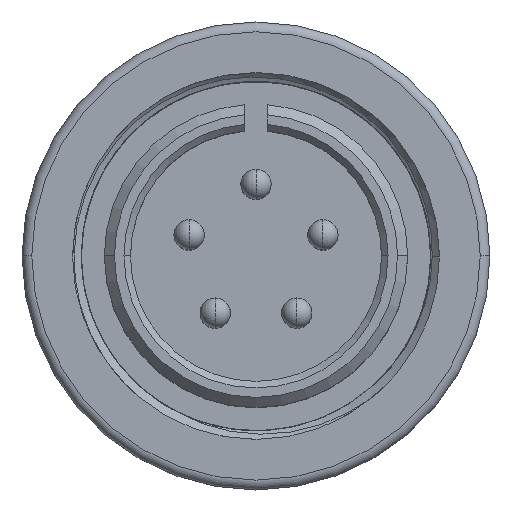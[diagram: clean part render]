
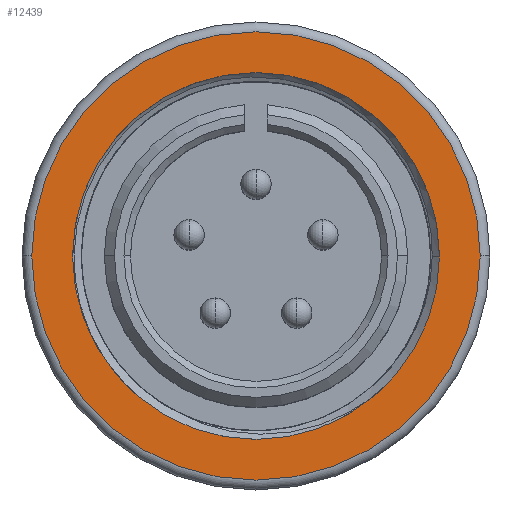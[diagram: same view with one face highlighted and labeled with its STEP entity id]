
A CAD part, top view. The second image highlights one B-rep face of the part: STEP entity #12439.
In plain terms, the highlighted planar face has unit normal (0, 0, 1).
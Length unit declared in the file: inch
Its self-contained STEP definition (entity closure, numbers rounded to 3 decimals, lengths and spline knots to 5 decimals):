
#354 = EDGE_CURVE ( 'NONE', #20424, #5203, #16972, .T. ) ;
#657 = DIRECTION ( 'NONE',  ( 0., 0., 1. ) ) ;
#1267 = DIRECTION ( 'NONE',  ( 0., 0., 1. ) ) ;
#1796 = CIRCLE ( 'NONE', #14470, 0.6875 ) ;
#1829 = CARTESIAN_POINT ( 'NONE',  ( 0.6875, 0., -0.13 ) ) ;
#2419 = DIRECTION ( 'NONE',  ( 0., 0., 1. ) ) ;
#2548 = VERTEX_POINT ( 'NONE', #15194 ) ;
#2785 = AXIS2_PLACEMENT_3D ( 'NONE', #4431, #1267, #4655 ) ;
#3661 = CIRCLE ( 'NONE', #15956, 0.6875 ) ;
#4431 = CARTESIAN_POINT ( 'NONE',  ( 0., 0., -0.13 ) ) ;
#4655 = DIRECTION ( 'NONE',  ( 1., 0., 0. ) ) ;
#5203 = VERTEX_POINT ( 'NONE', #17459 ) ;
#5344 = EDGE_LOOP ( 'NONE', ( #13191, #18745 ) ) ;
#5806 = AXIS2_PLACEMENT_3D ( 'NONE', #8004, #657, #13098 ) ;
#6306 = EDGE_LOOP ( 'NONE', ( #15022, #15741 ) ) ;
#7641 = CIRCLE ( 'NONE', #16690, 0.56263 ) ;
#8004 = CARTESIAN_POINT ( 'NONE',  ( 0., 0., -0.13 ) ) ;
#8726 = CARTESIAN_POINT ( 'NONE',  ( 0., 0., -0.13 ) ) ;
#9663 = EDGE_CURVE ( 'NONE', #5203, #20424, #7641, .T. ) ;
#11576 = FACE_OUTER_BOUND ( 'NONE', #6306, .T. ) ;
#11887 = EDGE_CURVE ( 'NONE', #19743, #2548, #3661, .T. ) ;
#11970 = CARTESIAN_POINT ( 'NONE',  ( -0.56263, 0., -0.13 ) ) ;
#12439 = ADVANCED_FACE ( 'NONE', ( #20215, #11576 ), #13597, .T. ) ;
#13098 = DIRECTION ( 'NONE',  ( 1., 0., 0. ) ) ;
#13191 = ORIENTED_EDGE ( 'NONE', *, *, #9663, .F. ) ;
#13597 = PLANE ( 'NONE',  #2785 ) ;
#13791 = CARTESIAN_POINT ( 'NONE',  ( 0., 0., -0.13 ) ) ;
#13823 = DIRECTION ( 'NONE',  ( 1., 0., 0. ) ) ;
#14470 = AXIS2_PLACEMENT_3D ( 'NONE', #17588, #2419, #15770 ) ;
#15022 = ORIENTED_EDGE ( 'NONE', *, *, #11887, .T. ) ;
#15194 = CARTESIAN_POINT ( 'NONE',  ( -0.6875, 0., -0.13 ) ) ;
#15741 = ORIENTED_EDGE ( 'NONE', *, *, #20955, .T. ) ;
#15770 = DIRECTION ( 'NONE',  ( 1., 0., 0. ) ) ;
#15956 = AXIS2_PLACEMENT_3D ( 'NONE', #13791, #19119, #17070 ) ;
#16690 = AXIS2_PLACEMENT_3D ( 'NONE', #8726, #18828, #13823 ) ;
#16972 = CIRCLE ( 'NONE', #5806, 0.56263 ) ;
#17070 = DIRECTION ( 'NONE',  ( 1., 0., 0. ) ) ;
#17459 = CARTESIAN_POINT ( 'NONE',  ( 0.56263, 0., -0.13 ) ) ;
#17588 = CARTESIAN_POINT ( 'NONE',  ( 0., 0., -0.13 ) ) ;
#18745 = ORIENTED_EDGE ( 'NONE', *, *, #354, .F. ) ;
#18828 = DIRECTION ( 'NONE',  ( 0., 0., 1. ) ) ;
#19119 = DIRECTION ( 'NONE',  ( 0., 0., 1. ) ) ;
#19743 = VERTEX_POINT ( 'NONE', #1829 ) ;
#20215 = FACE_BOUND ( 'NONE', #5344, .T. ) ;
#20424 = VERTEX_POINT ( 'NONE', #11970 ) ;
#20955 = EDGE_CURVE ( 'NONE', #2548, #19743, #1796, .T. ) ;
